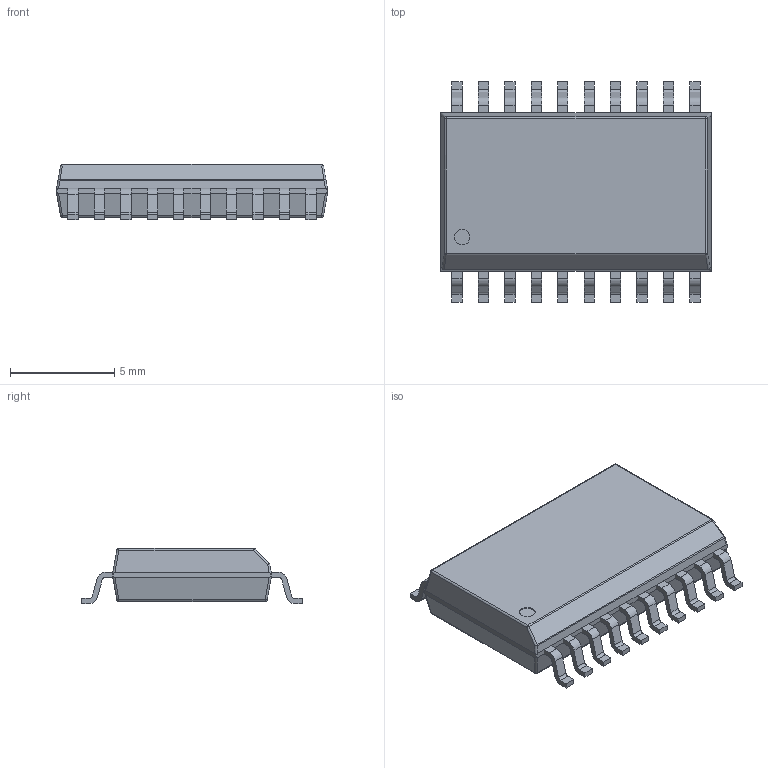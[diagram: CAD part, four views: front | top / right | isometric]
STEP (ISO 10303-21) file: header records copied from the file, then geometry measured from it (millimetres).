
FILE_DESCRIPTION(('STEP AP214'), '1');
FILE_NAME('MS-013AC', '2016-05-21T12:31:06', ('Nobody'), (''), 'ASCON STEP Converter 1.3', 'ASCON Math Kernel', '');
FILE_SCHEMA(('AUTOMOTIVE_DESIGN { 1 0 10303 214 3 1 1}'));
Length unit declared in the file: millimetre
Bounding box: 13 x 10.6 x 2.65 mm (x, y, z)
Volume: 246 mm3; surface area: 361.9 mm2
Topology: 21 solids, 21 shells, 326 faces, 913 edges, 640 vertices
Faces by surface type: plane 216, cylinder 100, bspline 8, sphere 2
Full cylindrical faces by diameter (mm): 0.75 x1
Entity records: 13221 total; most frequent: CARTESIAN_POINT 2007, DIRECTION 1700, ORIENTED_EDGE 1644, EDGE_CURVE 822, LINE 686, VECTOR 686, VERTEX_POINT 540, AXIS2_PLACEMENT_3D 507
